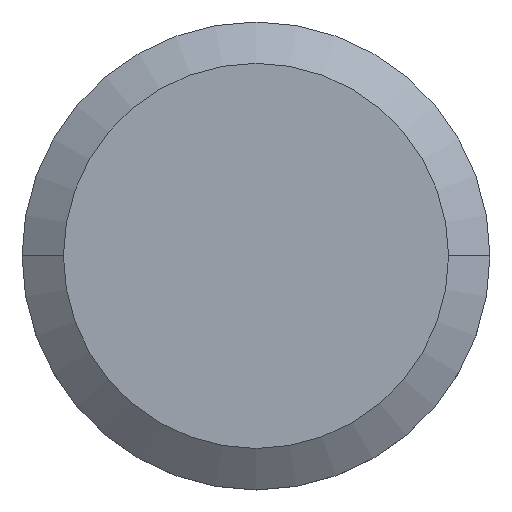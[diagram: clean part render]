
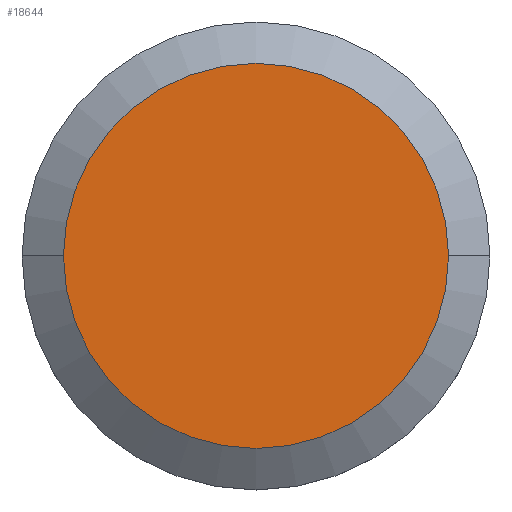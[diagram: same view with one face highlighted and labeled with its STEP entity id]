
A CAD part, top view. The second image highlights one B-rep face of the part: STEP entity #18644.
In plain terms, the highlighted planar face has unit normal (0, 0, 1).
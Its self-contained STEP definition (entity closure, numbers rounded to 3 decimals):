
#18624=CARTESIAN_POINT('POINT1107',(-2.469,0.,4.844));
#18625=VERTEX_POINT('VERTEX1107',#18624);
#18626=CARTESIAN_POINT('POINT1108',(2.469,0.,
   4.844));
#18627=VERTEX_POINT('VERTEX1108',#18626);
#18628=CARTESIAN_POINT('POS1287',(0.,0.,
   4.844));
#18629=DIRECTION('DIR2007',(0.,0.,1.));
#18630=DIRECTION('DIR2008',(0.707,0.707,
   0.));
#18631=AXIS2_PLACEMENT_3D('AXIS721',#18628,#18629,#18630);
#18632=CIRCLE('ELLIPSE414',#18631,2.469);
#18633=EDGE_CURVE('EDGE1662',#18625,#18627,#18632,.T.);
#18634=ORIENTED_EDGE('COEDGE3321',*,*,#18633,.T.);
#18635=EDGE_CURVE('EDGE1663',#18627,#18625,#18632,.T.);
#18636=ORIENTED_EDGE('COEDGE3322',*,*,#18635,.T.);
#18637=EDGE_LOOP('NONE',(#18634,#18636));
#18638=FACE_BOUND('LOOP1',#18637,.T.);
#18639=CARTESIAN_POINT('POS1288',(0.,0.,
   4.844));
#18640=DIRECTION('DIR2009',(0.,0.,1.));
#18641=DIRECTION('DIR2010',(1.,0.,0.));
#18642=AXIS2_PLACEMENT_3D('AXIS722',#18639,#18640,#18641);
#18643=PLANE('PLANE120',#18642);
#18644=ADVANCED_FACE('FACE585',(#18638),#18643,.T.);
